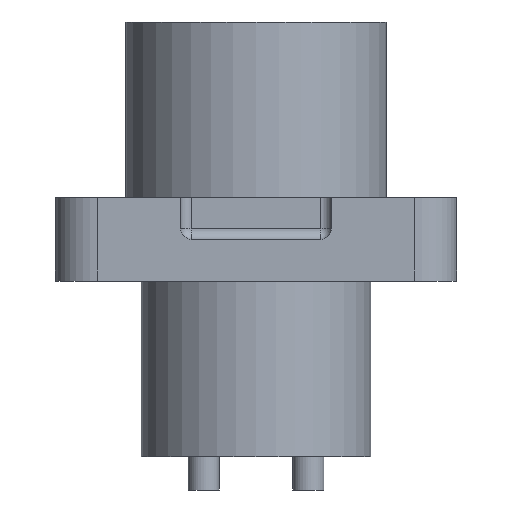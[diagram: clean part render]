
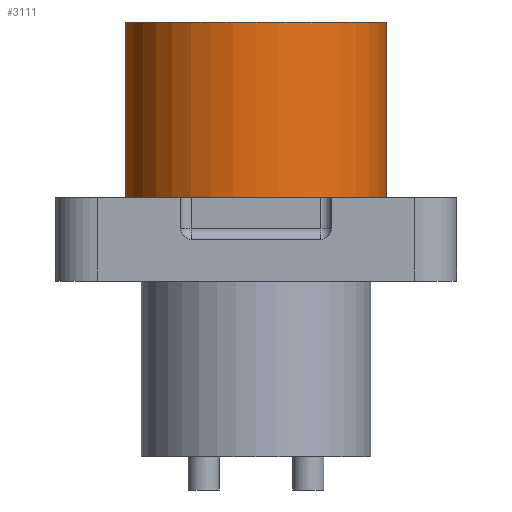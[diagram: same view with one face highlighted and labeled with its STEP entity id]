
A CAD part, front view. The second image highlights one B-rep face of the part: STEP entity #3111.
In plain terms, the highlighted cylindrical face has radius 6.25 mm (diameter 12.5 mm), a partial arc.
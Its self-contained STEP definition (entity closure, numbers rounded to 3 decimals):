
#64 = AXIS2_PLACEMENT_3D ( 'NONE', #3727, #120, #2539 ) ;
#120 = DIRECTION ( 'NONE',  ( 0., 0., 1. ) ) ;
#121 = LINE ( 'NONE', #3729, #1469 ) ;
#148 = CARTESIAN_POINT ( 'NONE',  ( 6.25, 0., 12.4 ) ) ;
#173 = CYLINDRICAL_SURFACE ( 'NONE', #3875, 6.25 ) ;
#271 = CARTESIAN_POINT ( 'NONE',  ( -6.25, 0., 12.4 ) ) ;
#344 = ORIENTED_EDGE ( 'NONE', *, *, #1625, .T. ) ;
#406 = ORIENTED_EDGE ( 'NONE', *, *, #3577, .F. ) ;
#450 = VERTEX_POINT ( 'NONE', #148 ) ;
#457 = DIRECTION ( 'NONE',  ( 0., 0., -1. ) ) ;
#613 = VERTEX_POINT ( 'NONE', #1348 ) ;
#619 = VERTEX_POINT ( 'NONE', #1708 ) ;
#812 = EDGE_CURVE ( 'NONE', #619, #613, #3874, .T. ) ;
#1168 = EDGE_LOOP ( 'NONE', ( #4397, #406, #2731, #344 ) ) ;
#1348 = CARTESIAN_POINT ( 'NONE',  ( -6.25, 0., 4. ) ) ;
#1395 = AXIS2_PLACEMENT_3D ( 'NONE', #4824, #3423, #4207 ) ;
#1469 = VECTOR ( 'NONE', #457, 1000. ) ;
#1625 = EDGE_CURVE ( 'NONE', #613, #2881, #2496, .T. ) ;
#1708 = CARTESIAN_POINT ( 'NONE',  ( -6.25, 0., 12.4 ) ) ;
#2334 = DIRECTION ( 'NONE',  ( 0., 0., -1. ) ) ;
#2472 = VECTOR ( 'NONE', #4644, 1000. ) ;
#2496 = CIRCLE ( 'NONE', #64, 6.25 ) ;
#2539 = DIRECTION ( 'NONE',  ( 1., 0., 0. ) ) ;
#2570 = CARTESIAN_POINT ( 'NONE',  ( 6.25, 0., 4. ) ) ;
#2731 = ORIENTED_EDGE ( 'NONE', *, *, #812, .T. ) ;
#2739 = CARTESIAN_POINT ( 'NONE',  ( 0., 0., 12.4 ) ) ;
#2881 = VERTEX_POINT ( 'NONE', #2570 ) ;
#3095 = DIRECTION ( 'NONE',  ( -1., 0., 0. ) ) ;
#3111 = ADVANCED_FACE ( 'NONE', ( #3320 ), #173, .T. ) ;
#3320 = FACE_OUTER_BOUND ( 'NONE', #1168, .T. ) ;
#3423 = DIRECTION ( 'NONE',  ( 0., 0., 1. ) ) ;
#3577 = EDGE_CURVE ( 'NONE', #619, #450, #4435, .T. ) ;
#3727 = CARTESIAN_POINT ( 'NONE',  ( 0., 0., 4. ) ) ;
#3729 = CARTESIAN_POINT ( 'NONE',  ( 6.25, 0., 12.4 ) ) ;
#3874 = LINE ( 'NONE', #271, #2472 ) ;
#3875 = AXIS2_PLACEMENT_3D ( 'NONE', #2739, #2334, #3095 ) ;
#4207 = DIRECTION ( 'NONE',  ( 1., 0., 0. ) ) ;
#4397 = ORIENTED_EDGE ( 'NONE', *, *, #4804, .F. ) ;
#4435 = CIRCLE ( 'NONE', #1395, 6.25 ) ;
#4644 = DIRECTION ( 'NONE',  ( 0., 0., -1. ) ) ;
#4804 = EDGE_CURVE ( 'NONE', #450, #2881, #121, .T. ) ;
#4824 = CARTESIAN_POINT ( 'NONE',  ( 0., 0., 12.4 ) ) ;
